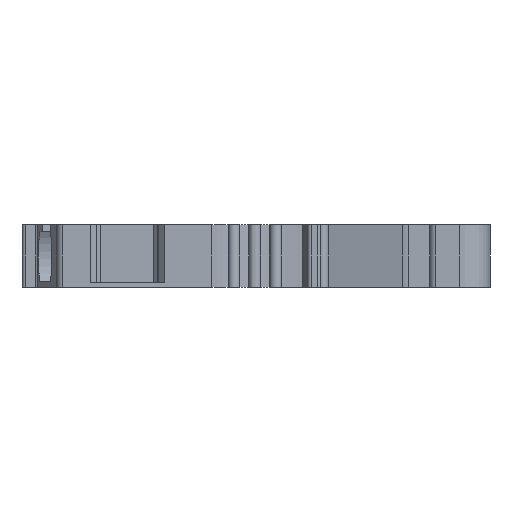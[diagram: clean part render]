
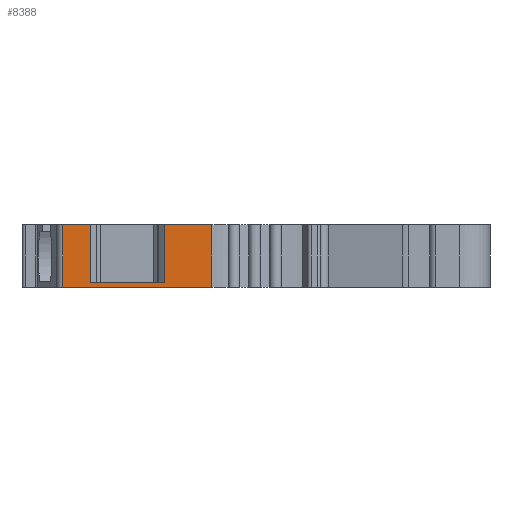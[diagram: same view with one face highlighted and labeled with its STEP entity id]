
A CAD part, left-side view. The second image highlights one B-rep face of the part: STEP entity #8388.
In plain terms, the highlighted planar face has unit normal (-1, 0, 0).
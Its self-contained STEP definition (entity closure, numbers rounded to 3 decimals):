
#226=DIRECTION('',(0.,0.,-1.));
#227=VECTOR('',#226,5.2);
#228=CARTESIAN_POINT('',(-40.,16.,0.));
#229=LINE('',#228,#227);
#240=DIRECTION('',(0.,0.,1.));
#241=VECTOR('',#240,4.8);
#242=CARTESIAN_POINT('',(-40.,26.072,-4.8));
#243=LINE('',#242,#241);
#247=DIRECTION('',(0.,0.,-1.));
#248=VECTOR('',#247,4.8);
#249=CARTESIAN_POINT('',(-40.,19.928,0.));
#250=LINE('',#249,#248);
#254=DIRECTION('',(0.,1.,0.));
#255=VECTOR('',#254,3.928);
#256=CARTESIAN_POINT('',(-40.,16.,0.));
#257=LINE('',#256,#255);
#735=DIRECTION('',(0.,1.,0.));
#736=VECTOR('',#735,12.341);
#737=CARTESIAN_POINT('',(-40.,16.,-5.2));
#738=LINE('',#737,#736);
#1175=DIRECTION('',(0.,-1.,0.));
#1176=VECTOR('',#1175,2.269);
#1177=CARTESIAN_POINT('',(-40.,28.341,0.));
#1178=LINE('',#1177,#1176);
#2253=DIRECTION('',(0.,-1.,0.));
#2254=VECTOR('',#2253,6.144);
#2255=CARTESIAN_POINT('',(-40.,26.072,-4.8));
#2256=LINE('',#2255,#2254);
#2365=DIRECTION('',(0.,0.,1.));
#2366=VECTOR('',#2365,5.2);
#2367=CARTESIAN_POINT('',(-40.,28.341,-5.2));
#2368=LINE('',#2367,#2366);
#6988=CARTESIAN_POINT('',(-40.,28.341,-5.2));
#6989=CARTESIAN_POINT('',(-40.,28.341,0.));
#6990=VERTEX_POINT('',#6988);
#6991=VERTEX_POINT('',#6989);
#6992=CARTESIAN_POINT('',(-40.,26.072,0.));
#6993=VERTEX_POINT('',#6992);
#6994=CARTESIAN_POINT('',(-40.,26.072,-4.8));
#6995=VERTEX_POINT('',#6994);
#6996=CARTESIAN_POINT('',(-40.,19.928,-4.8));
#6997=VERTEX_POINT('',#6996);
#6998=CARTESIAN_POINT('',(-40.,19.928,0.));
#6999=VERTEX_POINT('',#6998);
#7000=CARTESIAN_POINT('',(-40.,16.,0.));
#7001=VERTEX_POINT('',#7000);
#7002=CARTESIAN_POINT('',(-40.,16.,-5.2));
#7003=VERTEX_POINT('',#7002);
#8366=CARTESIAN_POINT('',(-40.,16.,0.));
#8367=DIRECTION('',(1.,0.,0.));
#8368=DIRECTION('',(0.,-1.,0.));
#8369=AXIS2_PLACEMENT_3D('',#8366,#8367,#8368);
#8370=PLANE('',#8369);
#8372=ORIENTED_EDGE('',*,*,#8371,.T.);
#8374=ORIENTED_EDGE('',*,*,#8373,.T.);
#8376=ORIENTED_EDGE('',*,*,#8375,.T.);
#8378=ORIENTED_EDGE('',*,*,#8377,.F.);
#8380=ORIENTED_EDGE('',*,*,#8379,.T.);
#8382=ORIENTED_EDGE('',*,*,#8381,.F.);
#8384=ORIENTED_EDGE('',*,*,#8383,.F.);
#8385=ORIENTED_EDGE('',*,*,#8349,.T.);
#8386=EDGE_LOOP('',(#8372,#8374,#8376,#8378,#8380,#8382,#8384,#8385));
#8387=FACE_OUTER_BOUND('',#8386,.F.);
#8349=EDGE_CURVE('',#7001,#7003,#229,.T.);
#8371=EDGE_CURVE('',#7003,#6990,#738,.T.);
#8373=EDGE_CURVE('',#6990,#6991,#2368,.T.);
#8375=EDGE_CURVE('',#6991,#6993,#1178,.T.);
#8377=EDGE_CURVE('',#6995,#6993,#243,.T.);
#8379=EDGE_CURVE('',#6995,#6997,#2256,.T.);
#8381=EDGE_CURVE('',#6999,#6997,#250,.T.);
#8383=EDGE_CURVE('',#7001,#6999,#257,.T.);
#8388=ADVANCED_FACE('',(#8387),#8370,.F.);
